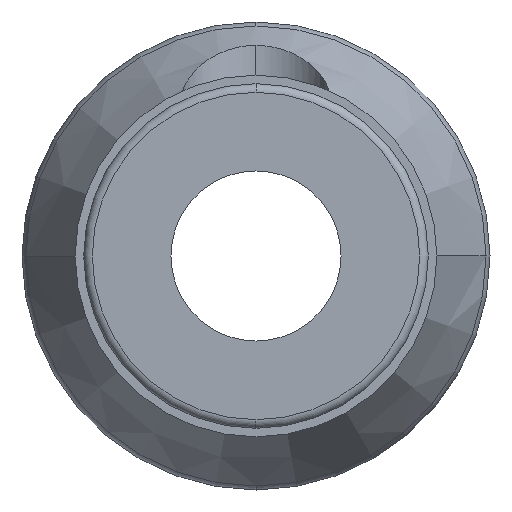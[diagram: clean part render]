
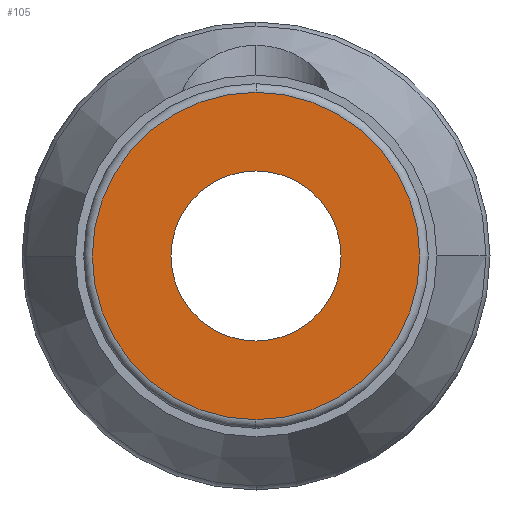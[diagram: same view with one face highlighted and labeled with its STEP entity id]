
A CAD part, left-side view. The second image highlights one B-rep face of the part: STEP entity #105.
In plain terms, the highlighted planar face has unit normal (-1, 0, 0).
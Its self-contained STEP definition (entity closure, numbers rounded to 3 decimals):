
#105=ADVANCED_FACE('',(#242,#243),#244,.T.);
#242=FACE_BOUND('',#392,.T.);
#243=FACE_OUTER_BOUND('',#393,.T.);
#244=PLANE('',#394);
#392=EDGE_LOOP('',(#893,#894));
#393=EDGE_LOOP('',(#895,#896,#897));
#394=AXIS2_PLACEMENT_3D('',#898,#899,#900);
#893=ORIENTED_EDGE('',*,*,#1048,.T.);
#894=ORIENTED_EDGE('',*,*,#1147,.T.);
#895=ORIENTED_EDGE('',*,*,#1154,.T.);
#896=ORIENTED_EDGE('',*,*,#1031,.T.);
#897=ORIENTED_EDGE('',*,*,#1155,.T.);
#898=CARTESIAN_POINT('',(-14.147,-1.924,0.0));
#899=DIRECTION('',(-1.0,0.,0.0));
#900=DIRECTION('',(0.,-1.0,0.0));
#1031=EDGE_CURVE('',#1243,#1249,#1251,.T.);
#1048=EDGE_CURVE('',#1283,#1280,#1284,.T.);
#1147=EDGE_CURVE('',#1280,#1283,#1444,.T.);
#1154=EDGE_CURVE('',#1451,#1243,#1452,.T.);
#1155=EDGE_CURVE('',#1249,#1451,#1453,.T.);
#1243=VERTEX_POINT('',#1588);
#1249=VERTEX_POINT('',#1594);
#1251=CIRCLE('',#1596,3.848);
#1280=VERTEX_POINT('',#1633);
#1283=VERTEX_POINT('',#1637);
#1284=CIRCLE('',#1638,2.0);
#1444=CIRCLE('',#1943,2.0);
#1451=VERTEX_POINT('',#1950);
#1452=CIRCLE('',#1951,3.848);
#1453=CIRCLE('',#1952,3.848);
#1588=CARTESIAN_POINT('',(-14.147,0.,3.848));
#1594=CARTESIAN_POINT('',(-14.147,0.,-3.848));
#1596=AXIS2_PLACEMENT_3D('',#2074,#2075,#2076);
#1633=CARTESIAN_POINT('',(-14.147,-2.0,0.));
#1637=CARTESIAN_POINT('',(-14.147,2.0,0.));
#1638=AXIS2_PLACEMENT_3D('',#2107,#2108,#2109);
#1943=AXIS2_PLACEMENT_3D('',#2283,#2284,#2285);
#1950=CARTESIAN_POINT('',(-14.147,-3.848,0.0));
#1951=AXIS2_PLACEMENT_3D('',#2304,#2305,#2306);
#1952=AXIS2_PLACEMENT_3D('',#2307,#2308,#2309);
#2074=CARTESIAN_POINT('',(-14.147,0.,0.0));
#2075=DIRECTION('',(-1.0,0.,0.0));
#2076=DIRECTION('',(0.,-1.0,0.0));
#2107=CARTESIAN_POINT('',(-14.147,0.,0.0));
#2108=DIRECTION('',(1.0,0.,0.0));
#2109=DIRECTION('',(0.,-1.0,0.0));
#2283=CARTESIAN_POINT('',(-14.147,0.,0.0));
#2284=DIRECTION('',(1.0,0.,0.0));
#2285=DIRECTION('',(0.,-1.0,0.0));
#2304=CARTESIAN_POINT('',(-14.147,0.,0.0));
#2305=DIRECTION('',(-1.0,0.,0.0));
#2306=DIRECTION('',(0.,-1.0,0.0));
#2307=CARTESIAN_POINT('',(-14.147,0.,0.0));
#2308=DIRECTION('',(-1.0,0.,0.0));
#2309=DIRECTION('',(0.,-1.0,0.0));
